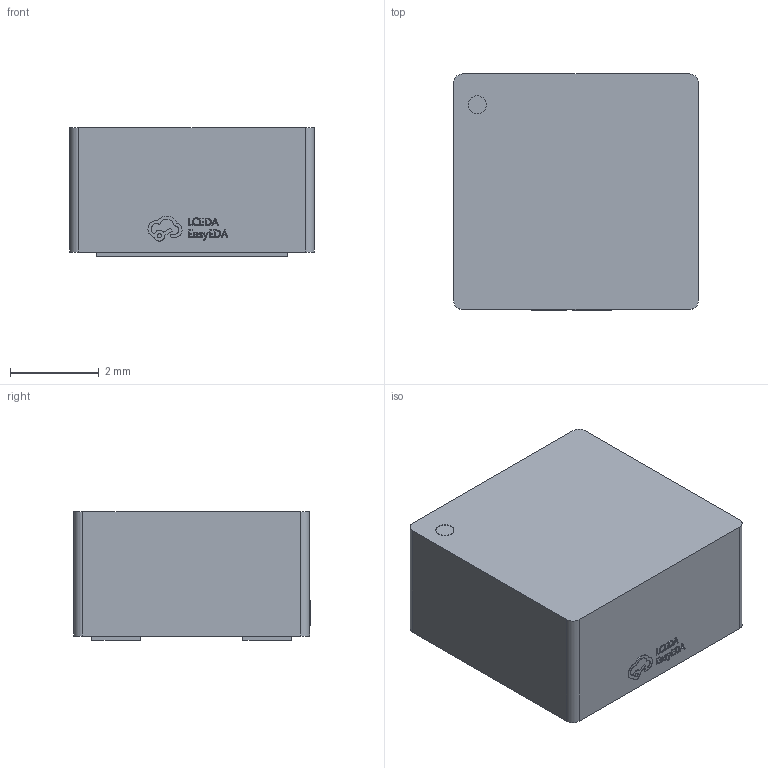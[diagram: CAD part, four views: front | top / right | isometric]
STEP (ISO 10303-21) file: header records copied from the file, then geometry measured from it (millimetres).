
FILE_DESCRIPTION (( 'STEP AP214' ), '1' );
FILE_NAME ('IND-SMD_L5.5-W5.3_MPL-AL5030.STEP', '2026-02-23T09:45:28', ( '' ), ( '' ), 'SwSTEP 2.0', 'SolidWorks 2020', '' );
FILE_SCHEMA (( 'AUTOMOTIVE_DESIGN' ));
Length unit declared in the file: millimetre
Products named in the file (1): IND-SMD_L5.5-W5.3_MPL-AL5030
Bounding box: 5.5 x 5.31 x 2.9 mm (x, y, z)
Volume: 82.5 mm3; surface area: 120.6 mm2
Topology: 14 solids, 14 shells, 254 faces, 669 edges, 446 vertices
Faces by surface type: plane 150, bspline 98, cylinder 6
Entity records: 11266 total; most frequent: CARTESIAN_POINT 2676, ORIENTED_EDGE 1338, DIRECTION 795, EDGE_CURVE 669, LINE 457, VECTOR 457, VERTEX_POINT 446, UNCERTAINTY_MEASURE_WITH_UNIT 270
